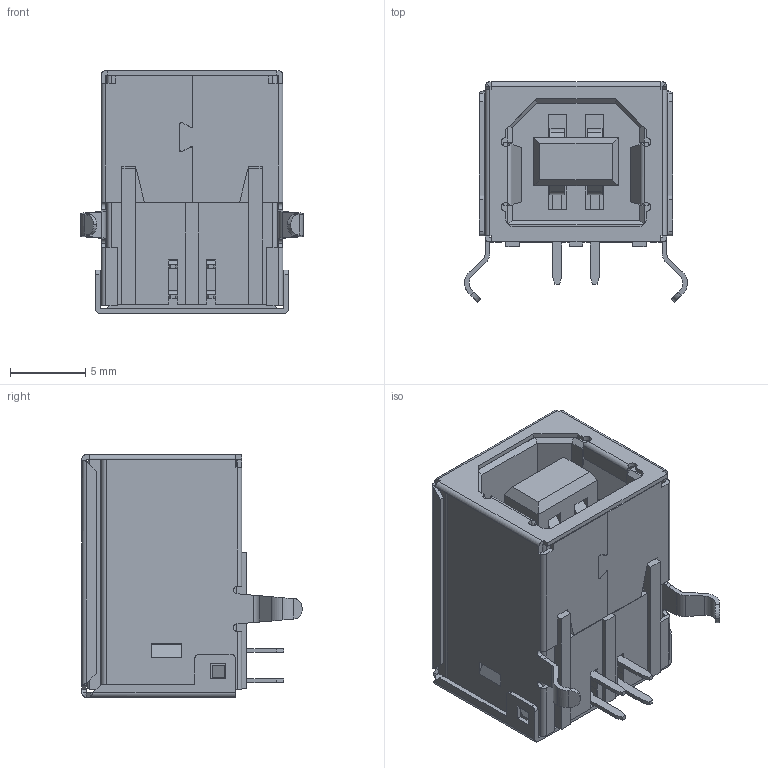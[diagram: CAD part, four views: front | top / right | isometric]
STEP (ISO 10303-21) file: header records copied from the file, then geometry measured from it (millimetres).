
FILE_DESCRIPTION(('STEP AP242'),'1');
FILE_NAME('usb_2_b_90.stp','2019-07-10T10:11:07',('TraceParts'),('TraceParts S.A.'),'Spatial InterOp 3D',' ',' ');
FILE_SCHEMA(('AP242_MANAGED_MODEL_BASED_3D_ENGINEERING_MIM_LF {1 0 10303 442 1 1 4}'));
Length unit declared in the file: millimetre
Products named in the file (1): usb_2_b_90
Bounding box: 14.78 x 14.6 x 16.1 mm (x, y, z)
Surface area: 3463.5 mm2 (no closed solid volume)
Topology: 0 solids, 7 shells, 708 faces, 2017 edges, 1268 vertices
Faces by surface type: plane 539, cylinder 133, bspline 32, cone 4
Entity records: 29304 total; most frequent: CARTESIAN_POINT 5181, ORIENTED_EDGE 4046, DIRECTION 3570, EDGE_CURVE 2017, LINE 1708, VECTOR 1708, VERTEX_POINT 1268, AXIS2_PLACEMENT_3D 931
